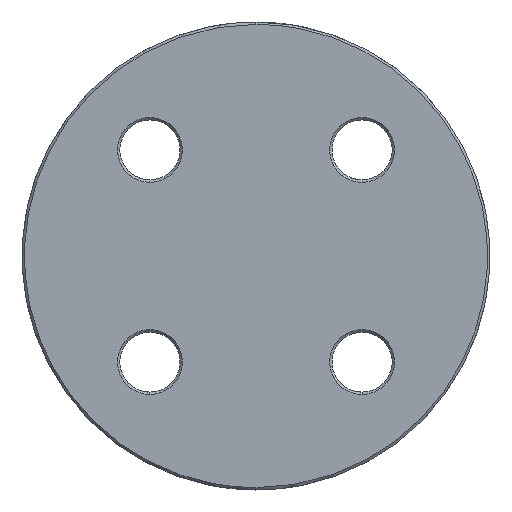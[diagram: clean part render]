
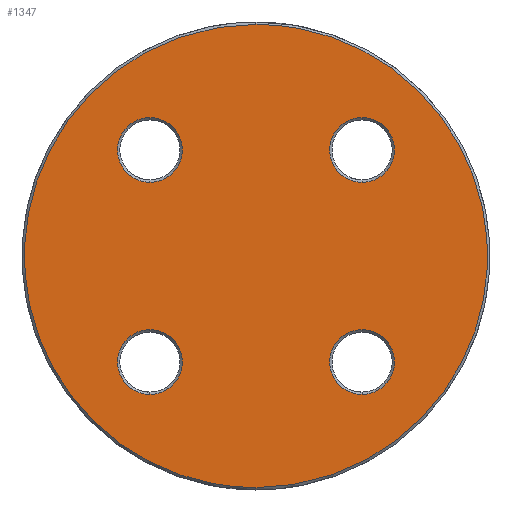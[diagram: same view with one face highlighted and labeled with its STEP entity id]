
A CAD part, front view. The second image highlights one B-rep face of the part: STEP entity #1347.
In plain terms, the highlighted free-form (B-spline) face has degree [1, 1] with [2, 2] control points.
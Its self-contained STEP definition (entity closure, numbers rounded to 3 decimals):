
#69 = EDGE_CURVE('',#70,#72,#74,.T.);
#70 = VERTEX_POINT('',#71);
#71 = CARTESIAN_POINT('',(0.,-24.353,
    -31.334));
#72 = VERTEX_POINT('',#73);
#73 = CARTESIAN_POINT('',(0.,-24.353,31.334));
#74 = ( BOUNDED_CURVE() B_SPLINE_CURVE(2,(#75,#76,#77,#78,#79),
.UNSPECIFIED.,.F.,.F.) B_SPLINE_CURVE_WITH_KNOTS((3,2,3),(3.142,
4.712,6.283),.PIECEWISE_BEZIER_KNOTS.) CURVE() 
GEOMETRIC_REPRESENTATION_ITEM() RATIONAL_B_SPLINE_CURVE((1.,
0.707,1.,0.707,1.)) REPRESENTATION_ITEM('') );
#75 = CARTESIAN_POINT('',(0.,-24.353,
    -31.334));
#76 = CARTESIAN_POINT('',(31.334,-24.353,-31.334
    ));
#77 = CARTESIAN_POINT('',(31.334,-24.353,
    0.));
#78 = CARTESIAN_POINT('',(31.334,-24.353,
    31.334));
#79 = CARTESIAN_POINT('',(0.,-24.353,
    31.334));
#120 = VERTEX_POINT('',#121);
#121 = CARTESIAN_POINT('',(14.35,-24.353,
    9.967));
#126 = EDGE_CURVE('',#120,#127,#129,.T.);
#127 = VERTEX_POINT('',#128);
#128 = CARTESIAN_POINT('',(14.35,-24.353,
    18.734));
#129 = ( BOUNDED_CURVE() B_SPLINE_CURVE(2,(#130,#131,#132,#133,#134),
.UNSPECIFIED.,.F.,.F.) B_SPLINE_CURVE_WITH_KNOTS((3,2,3),(3.142,
4.712,6.283),.PIECEWISE_BEZIER_KNOTS.) CURVE() 
GEOMETRIC_REPRESENTATION_ITEM() RATIONAL_B_SPLINE_CURVE((1.,
0.707,1.,0.707,1.)) REPRESENTATION_ITEM('') );
#130 = CARTESIAN_POINT('',(14.35,-24.353,
    9.967));
#131 = CARTESIAN_POINT('',(9.967,-24.353,9.967
    ));
#132 = CARTESIAN_POINT('',(9.967,-24.353,
    14.35));
#133 = CARTESIAN_POINT('',(9.967,-24.353,
    18.734));
#134 = CARTESIAN_POINT('',(14.35,-24.353,
    18.734));
#216 = VERTEX_POINT('',#217);
#217 = CARTESIAN_POINT('',(-14.35,-24.353,9.967
    ));
#222 = EDGE_CURVE('',#216,#223,#225,.T.);
#223 = VERTEX_POINT('',#224);
#224 = CARTESIAN_POINT('',(-14.35,-24.353,
    18.734));
#225 = ( BOUNDED_CURVE() B_SPLINE_CURVE(2,(#226,#227,#228,#229,#230),
.UNSPECIFIED.,.F.,.F.) B_SPLINE_CURVE_WITH_KNOTS((3,2,3),(3.142,
4.712,6.283),.PIECEWISE_BEZIER_KNOTS.) CURVE() 
GEOMETRIC_REPRESENTATION_ITEM() RATIONAL_B_SPLINE_CURVE((1.,
0.707,1.,0.707,1.)) REPRESENTATION_ITEM('') );
#226 = CARTESIAN_POINT('',(-14.35,-24.353,9.967
    ));
#227 = CARTESIAN_POINT('',(-18.734,-24.353,
    9.967));
#228 = CARTESIAN_POINT('',(-18.734,-24.353,
    14.35));
#229 = CARTESIAN_POINT('',(-18.734,-24.353,
    18.734));
#230 = CARTESIAN_POINT('',(-14.35,-24.353,
    18.734));
#312 = VERTEX_POINT('',#313);
#313 = CARTESIAN_POINT('',(-14.35,-24.353,
    -18.734));
#318 = EDGE_CURVE('',#312,#319,#321,.T.);
#319 = VERTEX_POINT('',#320);
#320 = CARTESIAN_POINT('',(-14.35,-24.353,
    -9.967));
#321 = ( BOUNDED_CURVE() B_SPLINE_CURVE(2,(#322,#323,#324,#325,#326),
.UNSPECIFIED.,.F.,.F.) B_SPLINE_CURVE_WITH_KNOTS((3,2,3),(3.142,
4.712,6.283),.PIECEWISE_BEZIER_KNOTS.) CURVE() 
GEOMETRIC_REPRESENTATION_ITEM() RATIONAL_B_SPLINE_CURVE((1.,
0.707,1.,0.707,1.)) REPRESENTATION_ITEM('') );
#322 = CARTESIAN_POINT('',(-14.35,-24.353,
    -18.734));
#323 = CARTESIAN_POINT('',(-18.734,-24.353,
    -18.734));
#324 = CARTESIAN_POINT('',(-18.734,-24.353,
    -14.35));
#325 = CARTESIAN_POINT('',(-18.734,-24.353,
    -9.967));
#326 = CARTESIAN_POINT('',(-14.35,-24.353,
    -9.967));
#408 = VERTEX_POINT('',#409);
#409 = CARTESIAN_POINT('',(14.35,-24.353,
    -18.734));
#414 = EDGE_CURVE('',#408,#415,#417,.T.);
#415 = VERTEX_POINT('',#416);
#416 = CARTESIAN_POINT('',(14.35,-24.353,
    -9.967));
#417 = ( BOUNDED_CURVE() B_SPLINE_CURVE(2,(#418,#419,#420,#421,#422),
.UNSPECIFIED.,.F.,.F.) B_SPLINE_CURVE_WITH_KNOTS((3,2,3),(3.142,
4.712,6.283),.PIECEWISE_BEZIER_KNOTS.) CURVE() 
GEOMETRIC_REPRESENTATION_ITEM() RATIONAL_B_SPLINE_CURVE((1.,
0.707,1.,0.707,1.)) REPRESENTATION_ITEM('') );
#418 = CARTESIAN_POINT('',(14.35,-24.353,
    -18.734));
#419 = CARTESIAN_POINT('',(9.967,-24.353,
    -18.734));
#420 = CARTESIAN_POINT('',(9.967,-24.353,-14.35
    ));
#421 = CARTESIAN_POINT('',(9.967,-24.353,
    -9.967));
#422 = CARTESIAN_POINT('',(14.35,-24.353,
    -9.967));
#1347 = ADVANCED_FACE('',(#1348,#1359,#1370,#1381,#1392),#1403,.F.);
#1348 = FACE_BOUND('',#1349,.T.);
#1349 = EDGE_LOOP('',(#1350,#1351));
#1350 = ORIENTED_EDGE('',*,*,#414,.T.);
#1351 = ORIENTED_EDGE('',*,*,#1352,.T.);
#1352 = EDGE_CURVE('',#415,#408,#1353,.T.);
#1353 = ( BOUNDED_CURVE() B_SPLINE_CURVE(2,(#1354,#1355,#1356,#1357,
#1358),.UNSPECIFIED.,.F.,.F.) B_SPLINE_CURVE_WITH_KNOTS((3,2,3),(0.,
1.571,3.142),.PIECEWISE_BEZIER_KNOTS.) CURVE() 
GEOMETRIC_REPRESENTATION_ITEM() RATIONAL_B_SPLINE_CURVE((1.,
0.707,1.,0.707,1.)) REPRESENTATION_ITEM('') );
#1354 = CARTESIAN_POINT('',(14.35,-24.353,
    -9.967));
#1355 = CARTESIAN_POINT('',(18.734,-24.353,
    -9.967));
#1356 = CARTESIAN_POINT('',(18.734,-24.353,
    -14.35));
#1357 = CARTESIAN_POINT('',(18.734,-24.353,
    -18.734));
#1358 = CARTESIAN_POINT('',(14.35,-24.353,
    -18.734));
#1359 = FACE_BOUND('',#1360,.T.);
#1360 = EDGE_LOOP('',(#1361,#1362));
#1361 = ORIENTED_EDGE('',*,*,#318,.T.);
#1362 = ORIENTED_EDGE('',*,*,#1363,.T.);
#1363 = EDGE_CURVE('',#319,#312,#1364,.T.);
#1364 = ( BOUNDED_CURVE() B_SPLINE_CURVE(2,(#1365,#1366,#1367,#1368,
#1369),.UNSPECIFIED.,.F.,.F.) B_SPLINE_CURVE_WITH_KNOTS((3,2,3),(0.,
1.571,3.142),.PIECEWISE_BEZIER_KNOTS.) CURVE() 
GEOMETRIC_REPRESENTATION_ITEM() RATIONAL_B_SPLINE_CURVE((1.,
0.707,1.,0.707,1.)) REPRESENTATION_ITEM('') );
#1365 = CARTESIAN_POINT('',(-14.35,-24.353,
    -9.967));
#1366 = CARTESIAN_POINT('',(-9.967,-24.353,
    -9.967));
#1367 = CARTESIAN_POINT('',(-9.967,-24.353,
    -14.35));
#1368 = CARTESIAN_POINT('',(-9.967,-24.353,
    -18.734));
#1369 = CARTESIAN_POINT('',(-14.35,-24.353,
    -18.734));
#1370 = FACE_BOUND('',#1371,.T.);
#1371 = EDGE_LOOP('',(#1372,#1373));
#1372 = ORIENTED_EDGE('',*,*,#222,.T.);
#1373 = ORIENTED_EDGE('',*,*,#1374,.T.);
#1374 = EDGE_CURVE('',#223,#216,#1375,.T.);
#1375 = ( BOUNDED_CURVE() B_SPLINE_CURVE(2,(#1376,#1377,#1378,#1379,
#1380),.UNSPECIFIED.,.F.,.F.) B_SPLINE_CURVE_WITH_KNOTS((3,2,3),(0.,
1.571,3.142),.PIECEWISE_BEZIER_KNOTS.) CURVE() 
GEOMETRIC_REPRESENTATION_ITEM() RATIONAL_B_SPLINE_CURVE((1.,
0.707,1.,0.707,1.)) REPRESENTATION_ITEM('') );
#1376 = CARTESIAN_POINT('',(-14.35,-24.353,
    18.734));
#1377 = CARTESIAN_POINT('',(-9.967,-24.353,
    18.734));
#1378 = CARTESIAN_POINT('',(-9.967,-24.353,
    14.35));
#1379 = CARTESIAN_POINT('',(-9.967,-24.353,
    9.967));
#1380 = CARTESIAN_POINT('',(-14.35,-24.353,
    9.967));
#1381 = FACE_BOUND('',#1382,.T.);
#1382 = EDGE_LOOP('',(#1383,#1384));
#1383 = ORIENTED_EDGE('',*,*,#126,.T.);
#1384 = ORIENTED_EDGE('',*,*,#1385,.T.);
#1385 = EDGE_CURVE('',#127,#120,#1386,.T.);
#1386 = ( BOUNDED_CURVE() B_SPLINE_CURVE(2,(#1387,#1388,#1389,#1390,
#1391),.UNSPECIFIED.,.F.,.F.) B_SPLINE_CURVE_WITH_KNOTS((3,2,3),(0.,
1.571,3.142),.PIECEWISE_BEZIER_KNOTS.) CURVE() 
GEOMETRIC_REPRESENTATION_ITEM() RATIONAL_B_SPLINE_CURVE((1.,
0.707,1.,0.707,1.)) REPRESENTATION_ITEM('') );
#1387 = CARTESIAN_POINT('',(14.35,-24.353,
    18.734));
#1388 = CARTESIAN_POINT('',(18.734,-24.353,
    18.734));
#1389 = CARTESIAN_POINT('',(18.734,-24.353,
    14.35));
#1390 = CARTESIAN_POINT('',(18.734,-24.353,
    9.967));
#1391 = CARTESIAN_POINT('',(14.35,-24.353,
    9.967));
#1392 = FACE_BOUND('',#1393,.T.);
#1393 = EDGE_LOOP('',(#1394,#1402));
#1394 = ORIENTED_EDGE('',*,*,#1395,.T.);
#1395 = EDGE_CURVE('',#72,#70,#1396,.T.);
#1396 = ( BOUNDED_CURVE() B_SPLINE_CURVE(2,(#1397,#1398,#1399,#1400,
#1401),.UNSPECIFIED.,.F.,.F.) B_SPLINE_CURVE_WITH_KNOTS((3,2,3),(0.,
1.571,3.142),.PIECEWISE_BEZIER_KNOTS.) CURVE() 
GEOMETRIC_REPRESENTATION_ITEM() RATIONAL_B_SPLINE_CURVE((1.,
0.707,1.,0.707,1.)) REPRESENTATION_ITEM('') );
#1397 = CARTESIAN_POINT('',(0.,-24.353,31.334));
#1398 = CARTESIAN_POINT('',(-31.334,-24.353,
    31.334));
#1399 = CARTESIAN_POINT('',(-31.334,-24.353,
    0.));
#1400 = CARTESIAN_POINT('',(-31.334,-24.353,
    -31.334));
#1401 = CARTESIAN_POINT('',(0.,-24.353,
    -31.334));
#1402 = ORIENTED_EDGE('',*,*,#69,.T.);
#1403 = B_SPLINE_SURFACE_WITH_KNOTS('',1,1,(
    (#1404,#1405)
    ,(#1406,#1407
    )),.UNSPECIFIED.,.F.,.F.,.F.,(2,2),(2,2),(-24.511,24.511),(-24.511,
    24.511),.PIECEWISE_BEZIER_KNOTS.);
#1404 = CARTESIAN_POINT('',(-31.334,-24.353,
    -31.334));
#1405 = CARTESIAN_POINT('',(31.334,-24.353,
    -31.334));
#1406 = CARTESIAN_POINT('',(-31.334,-24.353,
    31.334));
#1407 = CARTESIAN_POINT('',(31.334,-24.353,
    31.334));
